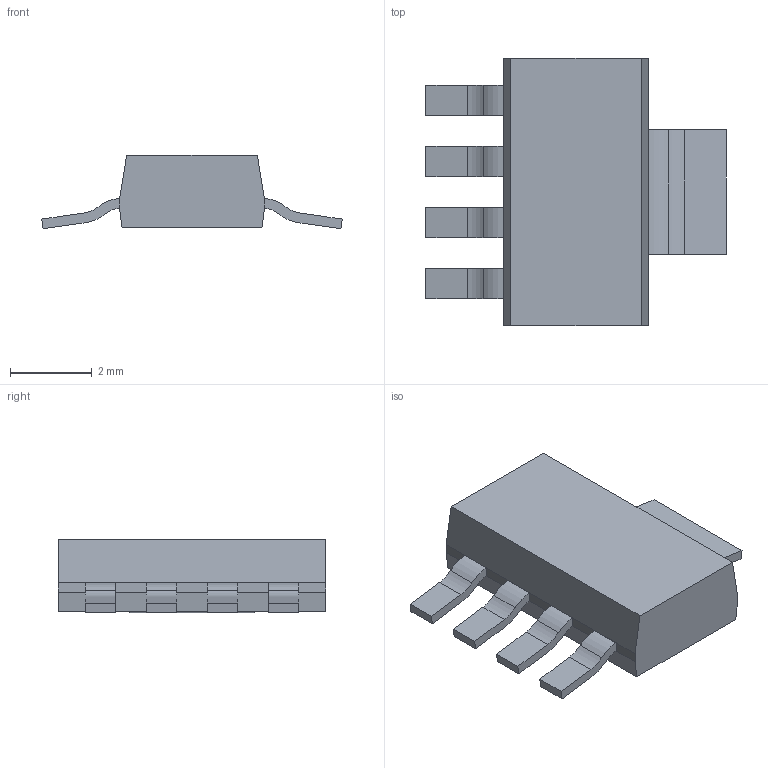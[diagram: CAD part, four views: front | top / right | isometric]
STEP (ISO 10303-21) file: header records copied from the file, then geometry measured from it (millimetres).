
FILE_DESCRIPTION((''),'2;1');
FILE_NAME('SOT150P700X180-5N.stp','2010-06-01T10:29:08',(''),(''),'Mechanical Desktop 2010','Mechanical Desktop 2010',', , ');
FILE_SCHEMA(('AUTOMOTIVE_DESIGN { 1 2 10303 214 1 1 1 1 }'));
Length unit declared in the file: millimetre
Products named in the file (1): Product
Bounding box: 7.37 x 6.55 x 1.8 mm (x, y, z)
Volume: 42.9 mm3; surface area: 110.8 mm2
Topology: 6 solids, 6 shells, 60 faces, 144 edges, 96 vertices
Faces by surface type: plane 40, cylinder 20
Entity records: 1795 total; most frequent: DIRECTION 306, CARTESIAN_POINT 301, ORIENTED_EDGE 288, EDGE_CURVE 144, VECTOR 104, LINE 104, AXIS2_PLACEMENT_3D 101, VERTEX_POINT 96
